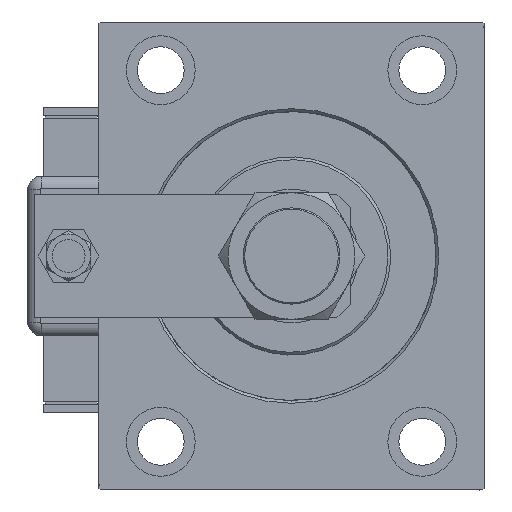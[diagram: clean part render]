
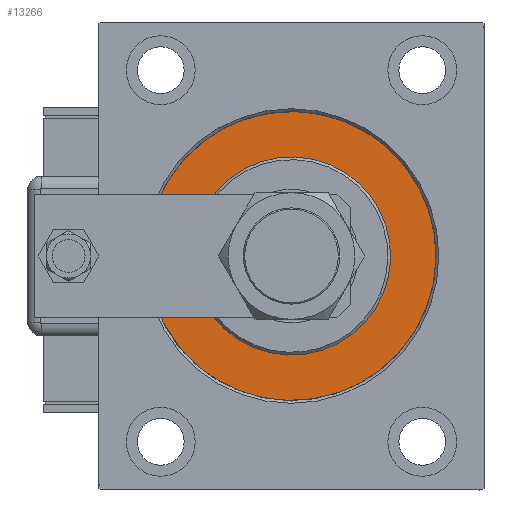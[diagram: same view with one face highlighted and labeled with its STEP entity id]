
A CAD part, left-side view. The second image highlights one B-rep face of the part: STEP entity #13266.
In plain terms, the highlighted face is planar.
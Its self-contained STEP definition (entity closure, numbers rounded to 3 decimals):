
#3772 = VERTEX_POINT ( 'NONE', #20018 ) ;
#4007 = EDGE_CURVE ( 'NONE', #59951, #11779, #42731, .T. ) ;
#4104 = DIRECTION ( 'NONE',  ( 0., 0., 1. ) ) ;
#6481 = CARTESIAN_POINT ( 'NONE',  ( 0., 0., -52.5 ) ) ;
#7536 = CARTESIAN_POINT ( 'NONE',  ( 0., 0., 0. ) ) ;
#10393 = CARTESIAN_POINT ( 'NONE',  ( 0., 0., 0. ) ) ;
#11428 = AXIS2_PLACEMENT_3D ( 'NONE', #12818, #32450, #4104 ) ;
#11484 = ORIENTED_EDGE ( 'NONE', *, *, #59033, .F. ) ;
#11779 = VERTEX_POINT ( 'NONE', #34112 ) ;
#12818 = CARTESIAN_POINT ( 'NONE',  ( 0., 0., 0. ) ) ;
#13266 = ADVANCED_FACE ( 'NONE', ( #61068, #13449 ), #55471, .F. ) ;
#13449 = FACE_OUTER_BOUND ( 'NONE', #59419, .T. ) ;
#13586 = AXIS2_PLACEMENT_3D ( 'NONE', #10393, #53357, #58025 ) ;
#14651 = CARTESIAN_POINT ( 'NONE',  ( 0., 0., 0. ) ) ;
#18026 = EDGE_LOOP ( 'NONE', ( #11484, #59093 ) ) ;
#18663 = CARTESIAN_POINT ( 'NONE',  ( 0., 0., 0. ) ) ;
#19639 = DIRECTION ( 'NONE',  ( 0., 0., 1. ) ) ;
#20018 = CARTESIAN_POINT ( 'NONE',  ( 0., 0., -36. ) ) ;
#22659 = CARTESIAN_POINT ( 'NONE',  ( 0., 0., 36. ) ) ;
#27278 = ORIENTED_EDGE ( 'NONE', *, *, #53057, .F. ) ;
#27279 = AXIS2_PLACEMENT_3D ( 'NONE', #7536, #27463, #61069 ) ;
#27463 = DIRECTION ( 'NONE',  ( -1., 0., 0. ) ) ;
#28307 = DIRECTION ( 'NONE',  ( 0., 0., -1. ) ) ;
#32450 = DIRECTION ( 'NONE',  ( -1., 0., 0. ) ) ;
#33455 = CIRCLE ( 'NONE', #13586, 36. ) ;
#34112 = CARTESIAN_POINT ( 'NONE',  ( 0., 0., 52.5 ) ) ;
#38015 = DIRECTION ( 'NONE',  ( -1., 0., 0. ) ) ;
#42731 = CIRCLE ( 'NONE', #52625, 52.5 ) ;
#44100 = ORIENTED_EDGE ( 'NONE', *, *, #4007, .F. ) ;
#46365 = DIRECTION ( 'NONE',  ( 1., 0., 0. ) ) ;
#47310 = AXIS2_PLACEMENT_3D ( 'NONE', #18663, #46365, #28307 ) ;
#48094 = VERTEX_POINT ( 'NONE', #22659 ) ;
#52625 = AXIS2_PLACEMENT_3D ( 'NONE', #14651, #38015, #19639 ) ;
#53057 = EDGE_CURVE ( 'NONE', #11779, #59951, #54115, .T. ) ;
#53357 = DIRECTION ( 'NONE',  ( 1., 0., 0. ) ) ;
#54115 = CIRCLE ( 'NONE', #27279, 52.5 ) ;
#55214 = CIRCLE ( 'NONE', #47310, 36. ) ;
#55471 = PLANE ( 'NONE',  #11428 ) ;
#58025 = DIRECTION ( 'NONE',  ( 0., 0., -1. ) ) ;
#59033 = EDGE_CURVE ( 'NONE', #48094, #3772, #55214, .T. ) ;
#59093 = ORIENTED_EDGE ( 'NONE', *, *, #61467, .F. ) ;
#59419 = EDGE_LOOP ( 'NONE', ( #44100, #27278 ) ) ;
#59951 = VERTEX_POINT ( 'NONE', #6481 ) ;
#61068 = FACE_BOUND ( 'NONE', #18026, .T. ) ;
#61069 = DIRECTION ( 'NONE',  ( 0., 0., 1. ) ) ;
#61467 = EDGE_CURVE ( 'NONE', #3772, #48094, #33455, .T. ) ;
